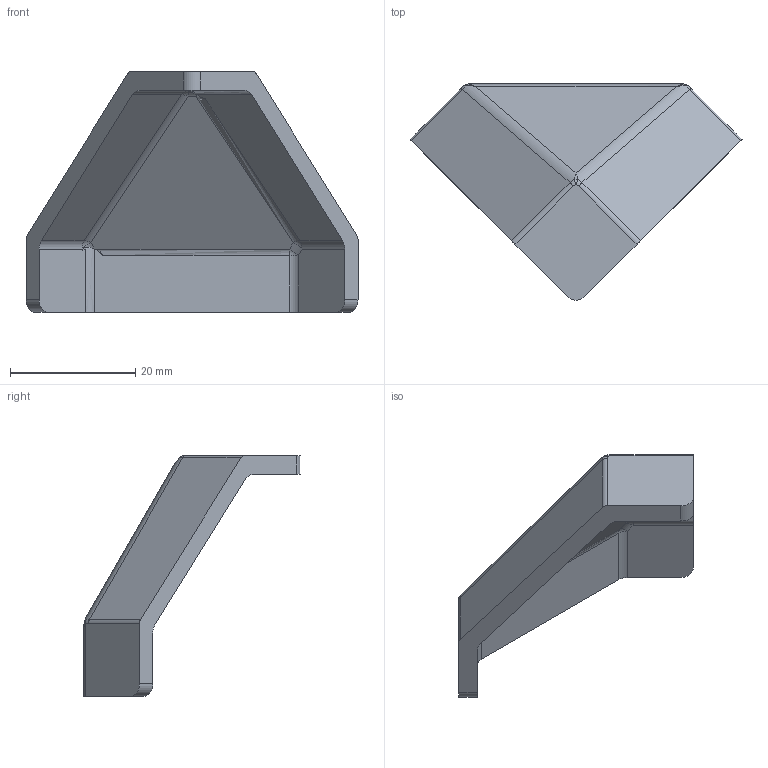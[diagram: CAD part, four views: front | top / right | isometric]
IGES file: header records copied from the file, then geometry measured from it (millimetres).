
Global section: file name: 224504.stp.ipt; native system: Autodesk Inventor 2014; preprocessor: unknown; author: zeman; date: 20151016.101545; units: millimetre
Bounding box: 53 x 34.54 x 38.43 mm (x, y, z)
Volume: 7032.5 mm3; surface area: 4911.5 mm2
Topology: 1 solids, 1 shells, 63 faces, 156 edges, 92 vertices
Faces by surface type: plane 21, revolution 18, cylinder 12, bspline 9, sphere 3
